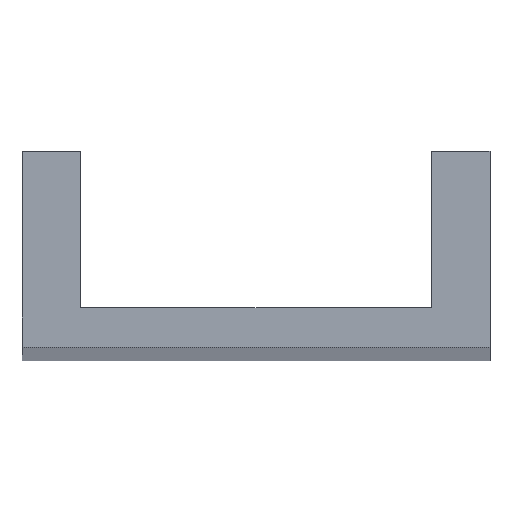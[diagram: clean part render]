
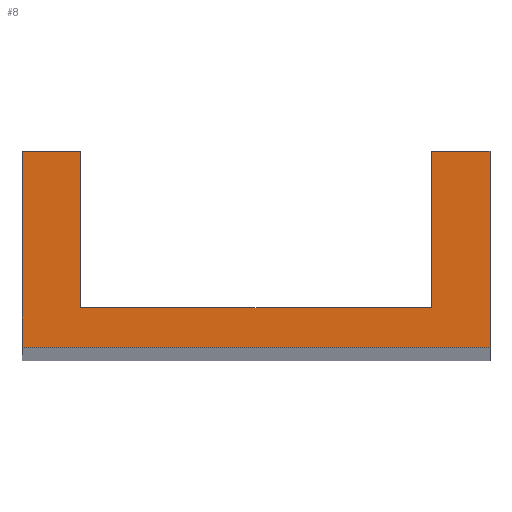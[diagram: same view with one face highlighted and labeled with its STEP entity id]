
A CAD part, top view. The second image highlights one B-rep face of the part: STEP entity #8.
In plain terms, the highlighted planar face has unit normal (0, 0, 1).
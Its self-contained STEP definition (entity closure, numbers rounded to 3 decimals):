
#6 = LINE ( 'NONE', #131, #213 ) ;
#8 = ADVANCED_FACE ( 'NONE', ( #18 ), #324, .T. ) ;
#11 = ORIENTED_EDGE ( 'NONE', *, *, #317, .T. ) ;
#16 = VERTEX_POINT ( 'NONE', #181 ) ;
#18 = FACE_OUTER_BOUND ( 'NONE', #243, .T. ) ;
#35 = EDGE_CURVE ( 'NONE', #53, #165, #155, .T. ) ;
#38 = LINE ( 'NONE', #117, #56 ) ;
#39 = VERTEX_POINT ( 'NONE', #138 ) ;
#53 = VERTEX_POINT ( 'NONE', #269 ) ;
#56 = VECTOR ( 'NONE', #188, 1000. ) ;
#60 = VECTOR ( 'NONE', #299, 1000. ) ;
#61 = VERTEX_POINT ( 'NONE', #94 ) ;
#64 = DIRECTION ( 'NONE',  ( -1., 0., 0. ) ) ;
#67 = EDGE_CURVE ( 'NONE', #211, #229, #116, .T. ) ;
#69 = VECTOR ( 'NONE', #201, 1000. ) ;
#71 = CARTESIAN_POINT ( 'NONE',  ( -59.7, 20., 1000. ) ) ;
#72 = CARTESIAN_POINT ( 'NONE',  ( 44.7, 20., 1000. ) ) ;
#75 = VERTEX_POINT ( 'NONE', #71 ) ;
#94 = CARTESIAN_POINT ( 'NONE',  ( -44.7, 20., 1000. ) ) ;
#102 = CARTESIAN_POINT ( 'NONE',  ( -59.7, 20., 1000. ) ) ;
#104 = CARTESIAN_POINT ( 'NONE',  ( 0., 0., 1000. ) ) ;
#116 = LINE ( 'NONE', #223, #119 ) ;
#117 = CARTESIAN_POINT ( 'NONE',  ( 59.7, 20., 1000. ) ) ;
#119 = VECTOR ( 'NONE', #315, 1000. ) ;
#125 = DIRECTION ( 'NONE',  ( 0., -1., 0. ) ) ;
#131 = CARTESIAN_POINT ( 'NONE',  ( -44.7, 20., 1000. ) ) ;
#138 = CARTESIAN_POINT ( 'NONE',  ( -59.7, -30., 1000. ) ) ;
#142 = ORIENTED_EDGE ( 'NONE', *, *, #67, .T. ) ;
#143 = LINE ( 'NONE', #102, #152 ) ;
#150 = VECTOR ( 'NONE', #64, 1000. ) ;
#152 = VECTOR ( 'NONE', #125, 1000. ) ;
#155 = LINE ( 'NONE', #166, #150 ) ;
#163 = ORIENTED_EDGE ( 'NONE', *, *, #305, .T. ) ;
#165 = VERTEX_POINT ( 'NONE', #312 ) ;
#166 = CARTESIAN_POINT ( 'NONE',  ( 44.7, -20., 1000. ) ) ;
#173 = ORIENTED_EDGE ( 'NONE', *, *, #316, .T. ) ;
#177 = LINE ( 'NONE', #323, #60 ) ;
#180 = LINE ( 'NONE', #294, #69 ) ;
#181 = CARTESIAN_POINT ( 'NONE',  ( 59.7, -30., 1000. ) ) ;
#188 = DIRECTION ( 'NONE',  ( 0., 1., 0. ) ) ;
#190 = EDGE_CURVE ( 'NONE', #61, #75, #6, .T. ) ;
#200 = EDGE_CURVE ( 'NONE', #16, #211, #38, .T. ) ;
#201 = DIRECTION ( 'NONE',  ( 0., -1., 0. ) ) ;
#204 = CARTESIAN_POINT ( 'NONE',  ( -44.7, -20., 1000. ) ) ;
#205 = DIRECTION ( 'NONE',  ( 0., 0., 1. ) ) ;
#211 = VERTEX_POINT ( 'NONE', #272 ) ;
#213 = VECTOR ( 'NONE', #221, 1000. ) ;
#221 = DIRECTION ( 'NONE',  ( -1., 0., 0. ) ) ;
#223 = CARTESIAN_POINT ( 'NONE',  ( 59.7, 20., 1000. ) ) ;
#228 = LINE ( 'NONE', #204, #254 ) ;
#229 = VERTEX_POINT ( 'NONE', #72 ) ;
#236 = AXIS2_PLACEMENT_3D ( 'NONE', #104, #205, #302 ) ;
#243 = EDGE_LOOP ( 'NONE', ( #163, #251, #173, #11, #245, #142, #286, #288 ) ) ;
#245 = ORIENTED_EDGE ( 'NONE', *, *, #200, .T. ) ;
#251 = ORIENTED_EDGE ( 'NONE', *, *, #190, .T. ) ;
#254 = VECTOR ( 'NONE', #322, 1000. ) ;
#255 = EDGE_CURVE ( 'NONE', #229, #53, #180, .T. ) ;
#269 = CARTESIAN_POINT ( 'NONE',  ( 44.7, -20., 1000. ) ) ;
#272 = CARTESIAN_POINT ( 'NONE',  ( 59.7, 20., 1000. ) ) ;
#286 = ORIENTED_EDGE ( 'NONE', *, *, #255, .T. ) ;
#288 = ORIENTED_EDGE ( 'NONE', *, *, #35, .T. ) ;
#294 = CARTESIAN_POINT ( 'NONE',  ( 44.7, -20., 1000. ) ) ;
#299 = DIRECTION ( 'NONE',  ( 1., 0., 0. ) ) ;
#302 = DIRECTION ( 'NONE',  ( 1., 0., 0. ) ) ;
#305 = EDGE_CURVE ( 'NONE', #165, #61, #228, .T. ) ;
#312 = CARTESIAN_POINT ( 'NONE',  ( -44.7, -20., 1000. ) ) ;
#315 = DIRECTION ( 'NONE',  ( -1., 0., 0. ) ) ;
#316 = EDGE_CURVE ( 'NONE', #75, #39, #143, .T. ) ;
#317 = EDGE_CURVE ( 'NONE', #39, #16, #177, .T. ) ;
#322 = DIRECTION ( 'NONE',  ( 0., 1., 0. ) ) ;
#323 = CARTESIAN_POINT ( 'NONE',  ( 59.7, -30., 1000. ) ) ;
#324 = PLANE ( 'NONE',  #236 ) ;
